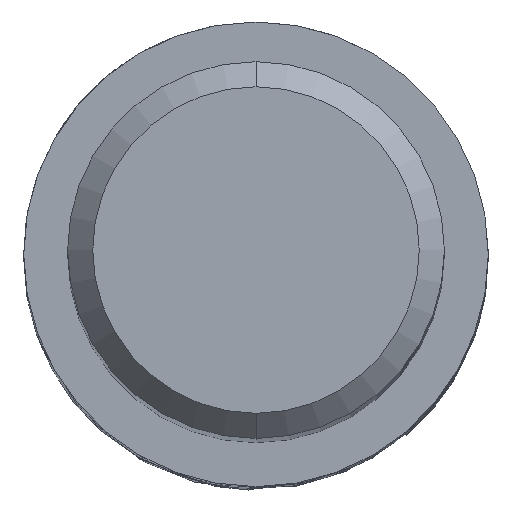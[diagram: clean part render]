
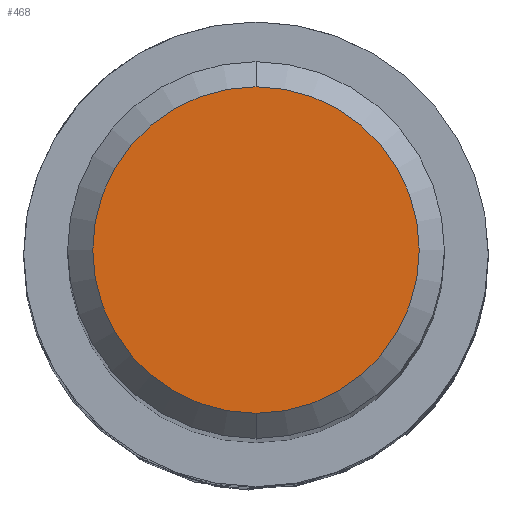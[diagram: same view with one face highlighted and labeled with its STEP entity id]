
A CAD part, top view. The second image highlights one B-rep face of the part: STEP entity #468.
In plain terms, the highlighted planar face has unit normal (0, 0, 1).
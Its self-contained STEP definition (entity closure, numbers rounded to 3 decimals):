
#324=EDGE_CURVE('',#582,#510,#885,.T.);
#408=EDGE_CURVE('',#510,#582,#983,.T.);
#468=ADVANCED_FACE('',(#1048),#1049,.T.);
#510=VERTEX_POINT('',#1093);
#582=VERTEX_POINT('',#1175);
#885=CIRCLE('',#1959,2.6);
#983=CIRCLE('',#2673,2.6);
#1048=FACE_OUTER_BOUND('',#2854,.T.);
#1049=PLANE('',#2855);
#1093=CARTESIAN_POINT('',(0.0,2.6,0.0));
#1175=CARTESIAN_POINT('',(0.,-2.6,0.0));
#1959=AXIS2_PLACEMENT_3D('',#5049,#5050,#5051);
#2673=AXIS2_PLACEMENT_3D('',#5205,#5206,#5207);
#2854=EDGE_LOOP('',(#5275,#5276));
#2855=AXIS2_PLACEMENT_3D('',#5277,#5278,#5279);
#5049=CARTESIAN_POINT('',(0.0,0.0,0.0));
#5050=DIRECTION('',(0.0,0.0,-1.0));
#5051=DIRECTION('',(0.0,1.0,0.0));
#5205=CARTESIAN_POINT('',(0.0,0.0,0.0));
#5206=DIRECTION('',(0.0,0.0,-1.0));
#5207=DIRECTION('',(0.0,1.0,0.0));
#5275=ORIENTED_EDGE('',*,*,#408,.F.);
#5276=ORIENTED_EDGE('',*,*,#324,.F.);
#5277=CARTESIAN_POINT('',(0.0,1.3,0.0));
#5278=DIRECTION('',(-0.0,0.0,1.0));
#5279=DIRECTION('',(0.0,-1.0,0.0));
